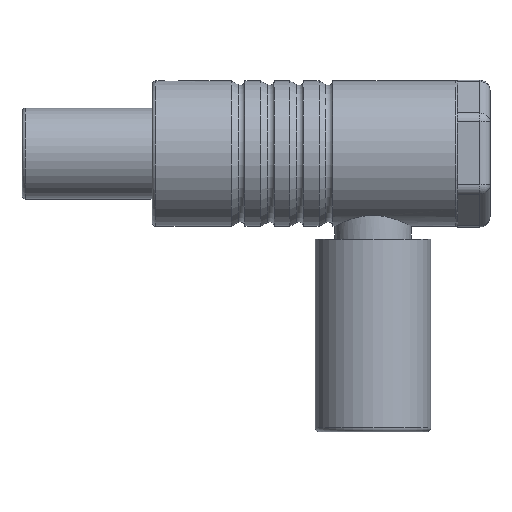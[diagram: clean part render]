
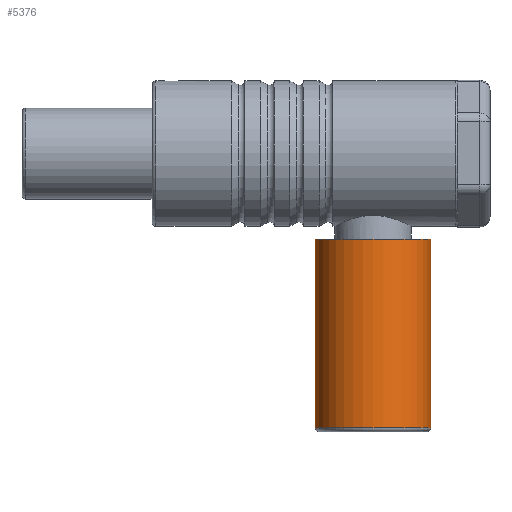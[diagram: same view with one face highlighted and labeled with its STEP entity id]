
A CAD part, top view. The second image highlights one B-rep face of the part: STEP entity #5376.
In plain terms, the highlighted cylindrical face has radius 4.45 mm (diameter 8.9 mm), a partial arc.
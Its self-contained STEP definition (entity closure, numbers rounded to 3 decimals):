
#2141=DIRECTION('',(0.,1.,0.));
#2142=VECTOR('',#2141,14.5);
#2143=CARTESIAN_POINT('',(19.15,-21.1,0.));
#2144=LINE('',#2143,#2142);
#2148=DIRECTION('',(0.,1.,0.));
#2149=VECTOR('',#2148,14.5);
#2150=CARTESIAN_POINT('',(10.25,-21.1,0.));
#2151=LINE('',#2150,#2149);
#2155=CARTESIAN_POINT('',(14.7,-21.1,0.));
#2156=DIRECTION('',(0.,1.,0.));
#2157=DIRECTION('',(-1.,0.,0.));
#2158=AXIS2_PLACEMENT_3D('',#2155,#2156,#2157);
#2179=CARTESIAN_POINT('',(14.7,-6.6,0.));
#2180=DIRECTION('',(0.,-1.,0.));
#2181=DIRECTION('',(1.,0.,0.));
#2182=AXIS2_PLACEMENT_3D('',#2179,#2180,#2181);
#3230=CARTESIAN_POINT('',(19.15,-6.6,0.));
#3231=CARTESIAN_POINT('',(10.25,-6.6,0.));
#3232=VERTEX_POINT('',#3230);
#3233=VERTEX_POINT('',#3231);
#3278=CARTESIAN_POINT('',(19.15,-21.1,0.));
#3279=CARTESIAN_POINT('',(10.25,-21.1,0.));
#3280=VERTEX_POINT('',#3278);
#3281=VERTEX_POINT('',#3279);
#5363=CARTESIAN_POINT('',(14.7,1.07,0.));
#5364=DIRECTION('',(0.,-1.,0.));
#5365=DIRECTION('',(-1.,0.,0.));
#5366=AXIS2_PLACEMENT_3D('',#5363,#5364,#5365);
#5367=CYLINDRICAL_SURFACE('',#5366,4.45);
#5369=ORIENTED_EDGE('',*,*,#5368,.F.);
#5370=ORIENTED_EDGE('',*,*,#5358,.T.);
#5372=ORIENTED_EDGE('',*,*,#5371,.F.);
#5373=ORIENTED_EDGE('',*,*,#5354,.F.);
#5374=EDGE_LOOP('',(#5369,#5370,#5372,#5373));
#5375=FACE_OUTER_BOUND('',#5374,.F.);
#2159=CIRCLE('',#2158,4.45);
#2183=CIRCLE('',#2182,4.45);
#5354=EDGE_CURVE('',#3280,#3232,#2144,.T.);
#5358=EDGE_CURVE('',#3281,#3233,#2151,.T.);
#5368=EDGE_CURVE('',#3281,#3280,#2159,.T.);
#5371=EDGE_CURVE('',#3232,#3233,#2183,.T.);
#5376=ADVANCED_FACE('',(#5375),#5367,.T.);
